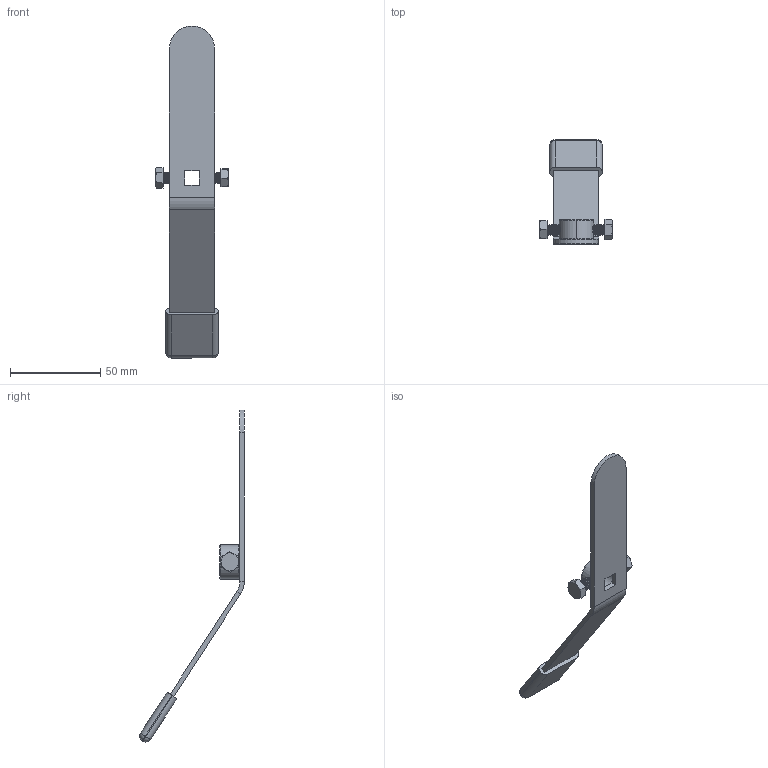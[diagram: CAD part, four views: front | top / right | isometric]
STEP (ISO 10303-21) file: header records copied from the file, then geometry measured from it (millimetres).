
FILE_DESCRIPTION (( 'STEP AP214' ), '1' );
FILE_NAME ('02959-Inside Handle Zinc Plated 195mm.STEP', '2018-08-17T01:27:21', ( '' ), ( '' ), 'SwSTEP 2.0', 'SolidWorks 2018', '' );
FILE_SCHEMA (( 'AUTOMOTIVE_DESIGN' ));
Length unit declared in the file: millimetre
Products named in the file (4): 02959-Inside Handle Zinc Plated 195mm; M6 x 1.25 x 12mm; Cam Locking Collar; 02959 Inside Handle Zinc Plated 195mm
Assembly tree (4 placements, depth 2):
  02959-Inside Handle Zinc Plated 195mm
    Cam Locking Collar
    M6 x 1.25 x 12mm  x2
    02959 Inside Handle Zinc Plated 195mm
Bounding box: 40 x 57.86 x 183.5 mm (x, y, z)
Volume: 18610.3 mm3; surface area: 14114.5 mm2
Topology: 4 solids, 4 shells, 451 faces, 1206 edges, 788 vertices
Faces by surface type: plane 182, bspline 155, cylinder 84, cone 18, torus 8, sphere 4
Entity records: 36947 total; most frequent: CARTESIAN_POINT 27824, ORIENTED_EDGE 2170, DIRECTION 1232, EDGE_CURVE 1085, VERTEX_POINT 712, LINE 594, VECTOR 594, EDGE_LOOP 443
